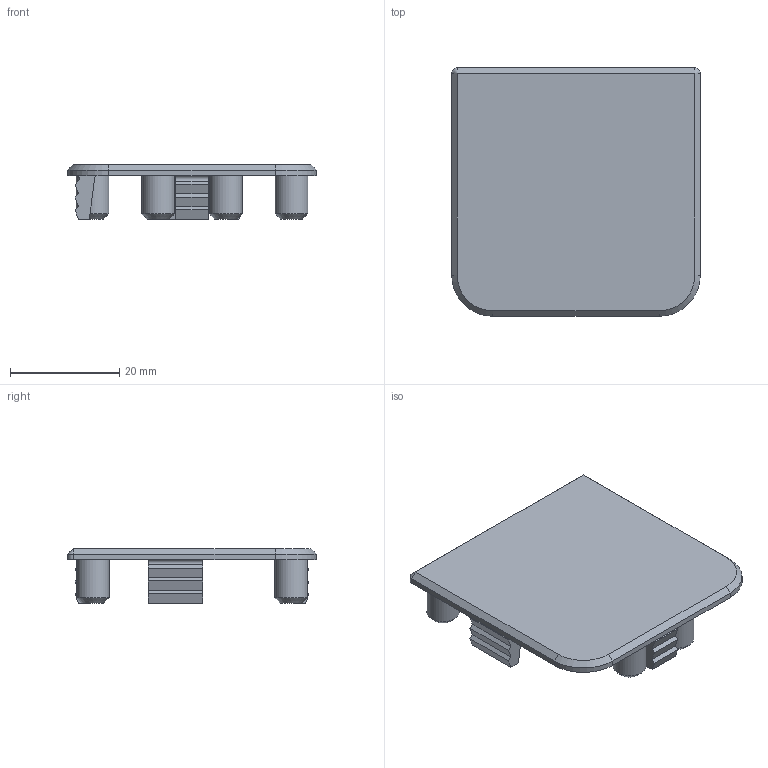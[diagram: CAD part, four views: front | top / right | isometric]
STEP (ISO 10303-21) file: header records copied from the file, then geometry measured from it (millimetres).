
FILE_DESCRIPTION(('FreeCAD Model'),'2;1');
FILE_NAME('Open CASCADE Shape Model','2023-05-08T21:34:07',(''),(''), 'Open CASCADE STEP processor 7.6','FreeCAD','Unknown');
FILE_SCHEMA(('AUTOMOTIVE_DESIGN { 1 0 10303 214 1 1 1 1 }'));
Length unit declared in the file: millimetre
Products named in the file (1): Deckel
Bounding box: 45.5 x 45.5 x 10 mm (x, y, z)
Volume: 5676.1 mm3; surface area: 5639.8 mm2
Topology: 1 solids, 1 shells, 78 faces, 192 edges, 124 vertices
Faces by surface type: plane 54, cylinder 16, cone 8
Full cylindrical faces by diameter (mm): 6 x4
Entity records: 2302 total; most frequent: CARTESIAN_POINT 395, DIRECTION 390, ORIENTED_EDGE 384, EDGE_CURVE 192, LINE 152, VECTOR 152, VERTEX_POINT 124, AXIS2_PLACEMENT_3D 119
